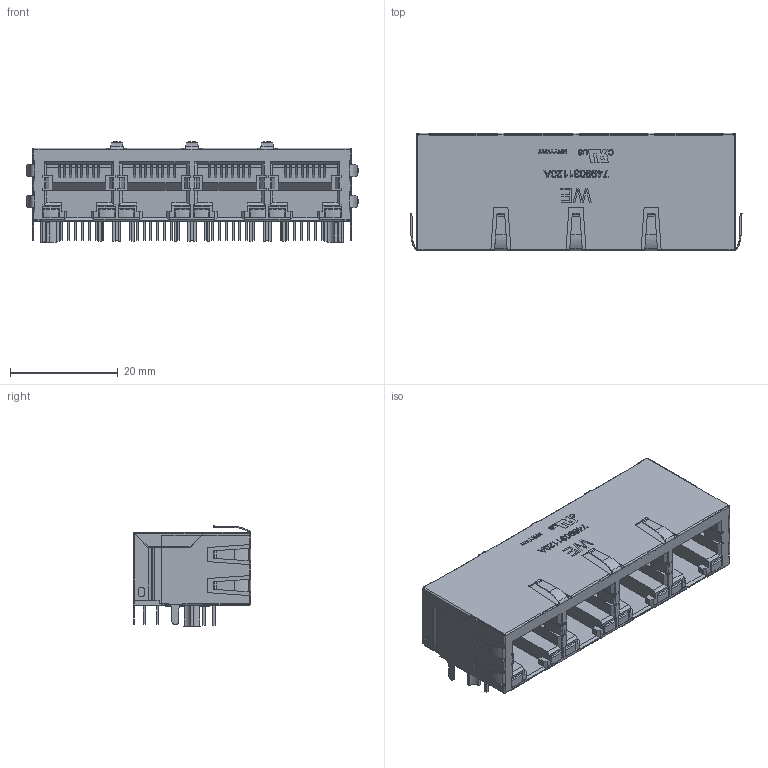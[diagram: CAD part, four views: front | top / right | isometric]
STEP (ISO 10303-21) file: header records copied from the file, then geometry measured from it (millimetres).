
FILE_DESCRIPTION(/* description */ ('Unknown'),/* implementation_level */ '2;1');
FILE_NAME(/* name */ 'T_Wurth_WE-RJ45LAN_7499031120A',/* time_stamp */ '2025-08-21T14:33:30+08:00',/* author */ ('Unknown'),/* organization */ ('Unknown'),/* preprocessor_version */ 'ST-DEVELOPER v19.4',/* originating_system */ 'Solid Edge',/* authorisation */ 'Unknown');
FILE_SCHEMA (('AUTOMOTIVE_DESIGN {1 0 10303 214 3 1 1}'));
Products named in the file (2): T_Wurth_WE-RJ45LAN_7499031120A
Assembly tree (1 placements, depth 2):
  T_Wurth_WE-RJ45LAN_7499031120A
    T_Wurth_WE-RJ45LAN_7499031120A
Bounding box: 61.58 x 21.8 x 18.66 mm (x, y, z)
Volume: 11038.2 mm3; surface area: 14280 mm2
Topology: 1 solids, 1 shells, 2091 faces, 5648 edges, 3586 vertices
Faces by surface type: plane 1502, cylinder 448, bspline 97, sphere 36, torus 8
Entity records: 80987 total; most frequent: CARTESIAN_POINT 14818, ORIENTED_EDGE 11244, DIRECTION 9850, EDGE_CURVE 5622, LINE 4182, VECTOR 4182, VERTEX_POINT 3586, AXIS2_PLACEMENT_3D 2834
